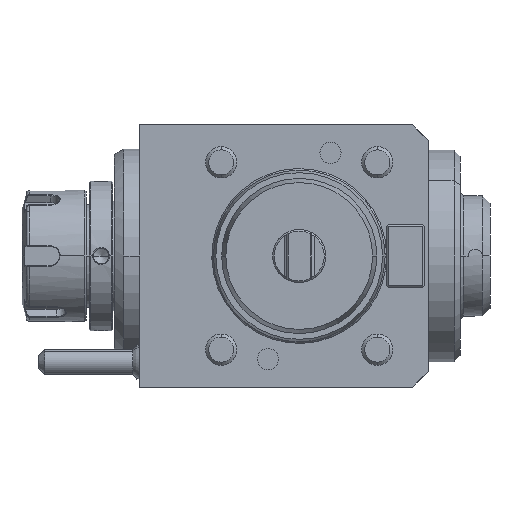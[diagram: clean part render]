
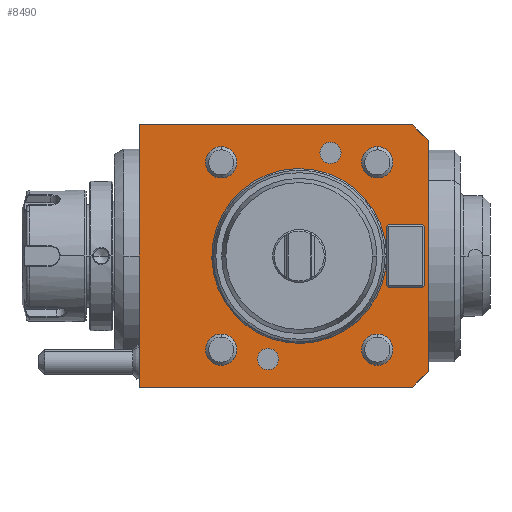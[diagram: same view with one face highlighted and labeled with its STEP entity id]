
A CAD part, front view. The second image highlights one B-rep face of the part: STEP entity #8490.
In plain terms, the highlighted planar face has unit normal (0, -1, 0).
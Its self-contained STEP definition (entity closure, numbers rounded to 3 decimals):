
#29=CARTESIAN_POINT('',(26.2,0.,30.));
#30=DIRECTION('',(0.,1.,0.));
#31=DIRECTION('',(0.,0.,-1.));
#32=AXIS2_PLACEMENT_3D('',#29,#30,#31);
#34=DIRECTION('',(-1.,0.,0.));
#35=VECTOR('',#34,87.5);
#36=CARTESIAN_POINT('',(87.5,0.,42.));
#37=LINE('',#36,#35);
#38=DIRECTION('',(-0.707,0.,0.707));
#39=VECTOR('',#38,7.071);
#40=CARTESIAN_POINT('',(92.5,0.,37.));
#41=LINE('',#40,#39);
#42=DIRECTION('',(0.,0.,1.));
#43=VECTOR('',#42,74.);
#44=CARTESIAN_POINT('',(92.5,0.,-37.));
#45=LINE('',#44,#43);
#46=DIRECTION('',(0.707,0.,0.707));
#47=VECTOR('',#46,7.071);
#48=CARTESIAN_POINT('',(87.5,0.,-42.));
#49=LINE('',#48,#47);
#50=DIRECTION('',(1.,0.,0.));
#51=VECTOR('',#50,87.5);
#52=CARTESIAN_POINT('',(0.,0.,-42.));
#53=LINE('',#52,#51);
#54=DIRECTION('',(0.,0.,-1.));
#55=VECTOR('',#54,84.);
#56=CARTESIAN_POINT('',(0.,0.,42.));
#57=LINE('',#56,#55);
#58=CARTESIAN_POINT('',(61.2,0.,33.));
#59=DIRECTION('',(0.,-1.,0.));
#60=DIRECTION('',(-1.,0.,0.));
#61=AXIS2_PLACEMENT_3D('',#58,#59,#60);
#63=CARTESIAN_POINT('',(61.2,0.,33.));
#64=DIRECTION('',(0.,-1.,0.));
#65=DIRECTION('',(1.,0.,0.));
#66=AXIS2_PLACEMENT_3D('',#63,#64,#65);
#68=CARTESIAN_POINT('',(41.2,0.,-33.));
#69=DIRECTION('',(0.,1.,0.));
#70=DIRECTION('',(1.,0.,0.));
#71=AXIS2_PLACEMENT_3D('',#68,#69,#70);
#73=CARTESIAN_POINT('',(41.2,0.,-33.));
#74=DIRECTION('',(0.,1.,0.));
#75=DIRECTION('',(-1.,0.,0.));
#76=AXIS2_PLACEMENT_3D('',#73,#74,#75);
#6499=CARTESIAN_POINT('',(76.2,0.,-30.));
#6500=DIRECTION('',(0.,1.,0.));
#6501=DIRECTION('',(0.,0.,-1.));
#6502=AXIS2_PLACEMENT_3D('',#6499,#6500,#6501);
#6504=CARTESIAN_POINT('',(76.2,0.,-30.));
#6505=DIRECTION('',(0.,1.,0.));
#6506=DIRECTION('',(0.,0.,1.));
#6507=AXIS2_PLACEMENT_3D('',#6504,#6505,#6506);
#6545=CARTESIAN_POINT('',(76.2,0.,30.));
#6546=DIRECTION('',(0.,1.,0.));
#6547=DIRECTION('',(0.,0.,-1.));
#6548=AXIS2_PLACEMENT_3D('',#6545,#6546,#6547);
#6550=CARTESIAN_POINT('',(76.2,0.,30.));
#6551=DIRECTION('',(0.,1.,0.));
#6552=DIRECTION('',(0.,0.,1.));
#6553=AXIS2_PLACEMENT_3D('',#6550,#6551,#6552);
#6591=CARTESIAN_POINT('',(26.2,0.,-30.));
#6592=DIRECTION('',(0.,1.,0.));
#6593=DIRECTION('',(0.,0.,-1.));
#6594=AXIS2_PLACEMENT_3D('',#6591,#6592,#6593);
#6596=CARTESIAN_POINT('',(26.2,0.,-30.));
#6597=DIRECTION('',(0.,1.,0.));
#6598=DIRECTION('',(0.,0.,1.));
#6599=AXIS2_PLACEMENT_3D('',#6596,#6597,#6598);
#6637=CARTESIAN_POINT('',(26.2,0.,30.));
#6638=DIRECTION('',(0.,1.,0.));
#6639=DIRECTION('',(0.,0.,1.));
#6640=AXIS2_PLACEMENT_3D('',#6637,#6638,#6639);
#6650=DIRECTION('',(1.,0.,0.));
#6651=VECTOR('',#6650,11.);
#6652=CARTESIAN_POINT('',(79.7,0.,10.));
#6653=LINE('',#6652,#6651);
#6666=DIRECTION('',(0.707,0.,-0.707));
#6667=VECTOR('',#6666,0.707);
#6668=CARTESIAN_POINT('',(90.7,0.,10.));
#6669=LINE('',#6668,#6667);
#6674=DIRECTION('',(0.,0.,-1.));
#6675=VECTOR('',#6674,19.);
#6676=CARTESIAN_POINT('',(91.2,0.,9.5));
#6677=LINE('',#6676,#6675);
#6690=DIRECTION('',(0.707,0.,0.707));
#6691=VECTOR('',#6690,0.707);
#6692=CARTESIAN_POINT('',(90.7,0.,-10.));
#6693=LINE('',#6692,#6691);
#6698=DIRECTION('',(1.,0.,0.));
#6699=VECTOR('',#6698,11.);
#6700=CARTESIAN_POINT('',(79.7,0.,-10.));
#6701=LINE('',#6700,#6699);
#6714=DIRECTION('',(-0.707,0.,0.707));
#6715=VECTOR('',#6714,0.707);
#6716=CARTESIAN_POINT('',(79.7,0.,-10.));
#6717=LINE('',#6716,#6715);
#6722=DIRECTION('',(0.,0.,-1.));
#6723=VECTOR('',#6722,19.);
#6724=CARTESIAN_POINT('',(79.2,0.,9.5));
#6725=LINE('',#6724,#6723);
#6738=DIRECTION('',(-0.707,0.,-0.707));
#6739=VECTOR('',#6738,0.707);
#6740=CARTESIAN_POINT('',(79.7,0.,10.));
#6741=LINE('',#6740,#6739);
#6794=CARTESIAN_POINT('',(51.2,0.,0.));
#6795=DIRECTION('',(0.,1.,0.));
#6796=DIRECTION('',(-1.,0.,0.));
#6797=AXIS2_PLACEMENT_3D('',#6794,#6795,#6796);
#6804=CARTESIAN_POINT('',(51.2,0.,0.));
#6805=DIRECTION('',(0.,1.,0.));
#6806=DIRECTION('',(1.,0.,0.));
#6807=AXIS2_PLACEMENT_3D('',#6804,#6805,#6806);
#8192=CARTESIAN_POINT('',(87.5,0.,42.));
#8193=CARTESIAN_POINT('',(0.,0.,42.));
#8194=VERTEX_POINT('',#8192);
#8195=VERTEX_POINT('',#8193);
#8196=CARTESIAN_POINT('',(0.,0.,-42.));
#8197=VERTEX_POINT('',#8196);
#8198=CARTESIAN_POINT('',(87.5,0.,-42.));
#8199=VERTEX_POINT('',#8198);
#8200=CARTESIAN_POINT('',(92.5,0.,-37.));
#8201=VERTEX_POINT('',#8200);
#8202=CARTESIAN_POINT('',(92.5,0.,37.));
#8203=VERTEX_POINT('',#8202);
#8204=CARTESIAN_POINT('',(44.6,0.,-33.));
#8205=CARTESIAN_POINT('',(37.8,0.,-33.));
#8206=VERTEX_POINT('',#8204);
#8207=VERTEX_POINT('',#8205);
#8216=CARTESIAN_POINT('',(57.8,0.,33.));
#8217=CARTESIAN_POINT('',(64.6,0.,33.));
#8218=VERTEX_POINT('',#8216);
#8219=VERTEX_POINT('',#8217);
#8258=CARTESIAN_POINT('',(23.7,0.,0.));
#8259=CARTESIAN_POINT('',(78.7,0.,0.));
#8260=VERTEX_POINT('',#8258);
#8261=VERTEX_POINT('',#8259);
#8281=CARTESIAN_POINT('',(79.7,0.,10.));
#8282=CARTESIAN_POINT('',(90.7,0.,10.));
#8283=VERTEX_POINT('',#8281);
#8284=VERTEX_POINT('',#8282);
#8285=CARTESIAN_POINT('',(79.7,0.,-10.));
#8286=CARTESIAN_POINT('',(90.7,0.,-10.));
#8287=VERTEX_POINT('',#8285);
#8288=VERTEX_POINT('',#8286);
#8289=CARTESIAN_POINT('',(91.2,0.,9.5));
#8290=CARTESIAN_POINT('',(91.2,0.,-9.5));
#8291=VERTEX_POINT('',#8289);
#8292=VERTEX_POINT('',#8290);
#8293=CARTESIAN_POINT('',(79.2,0.,9.5));
#8294=CARTESIAN_POINT('',(79.2,0.,-9.5));
#8295=VERTEX_POINT('',#8293);
#8296=VERTEX_POINT('',#8294);
#8337=CARTESIAN_POINT('',(26.2,0.,25.));
#8338=CARTESIAN_POINT('',(26.2,0.,35.));
#8339=VERTEX_POINT('',#8337);
#8340=VERTEX_POINT('',#8338);
#8341=CARTESIAN_POINT('',(26.2,0.,-35.));
#8342=CARTESIAN_POINT('',(26.2,0.,-25.));
#8343=VERTEX_POINT('',#8341);
#8344=VERTEX_POINT('',#8342);
#8345=CARTESIAN_POINT('',(76.2,0.,25.));
#8346=CARTESIAN_POINT('',(76.2,0.,35.));
#8347=VERTEX_POINT('',#8345);
#8348=VERTEX_POINT('',#8346);
#8349=CARTESIAN_POINT('',(76.2,0.,-35.));
#8350=CARTESIAN_POINT('',(76.2,0.,-25.));
#8351=VERTEX_POINT('',#8349);
#8352=VERTEX_POINT('',#8350);
#8412=CARTESIAN_POINT('',(0.,0.,42.));
#8413=DIRECTION('',(0.,-1.,0.));
#8414=DIRECTION('',(0.,0.,-1.));
#8415=AXIS2_PLACEMENT_3D('',#8412,#8413,#8414);
#8416=PLANE('',#8415);
#8418=ORIENTED_EDGE('',*,*,#8417,.F.);
#8420=ORIENTED_EDGE('',*,*,#8419,.F.);
#8422=ORIENTED_EDGE('',*,*,#8421,.F.);
#8424=ORIENTED_EDGE('',*,*,#8423,.F.);
#8426=ORIENTED_EDGE('',*,*,#8425,.F.);
#8428=ORIENTED_EDGE('',*,*,#8427,.F.);
#8429=EDGE_LOOP('',(#8418,#8420,#8422,#8424,#8426,#8428));
#8430=FACE_OUTER_BOUND('',#8429,.F.);
#8432=ORIENTED_EDGE('',*,*,#8431,.F.);
#8434=ORIENTED_EDGE('',*,*,#8433,.F.);
#8435=EDGE_LOOP('',(#8432,#8434));
#8436=FACE_BOUND('',#8435,.F.);
#8438=ORIENTED_EDGE('',*,*,#8437,.F.);
#8440=ORIENTED_EDGE('',*,*,#8439,.F.);
#8441=EDGE_LOOP('',(#8438,#8440));
#8442=FACE_BOUND('',#8441,.F.);
#8444=ORIENTED_EDGE('',*,*,#8443,.F.);
#8446=ORIENTED_EDGE('',*,*,#8445,.F.);
#8447=EDGE_LOOP('',(#8444,#8446));
#8448=FACE_BOUND('',#8447,.F.);
#8449=ORIENTED_EDGE('',*,*,#8402,.F.);
#8451=ORIENTED_EDGE('',*,*,#8450,.F.);
#8452=EDGE_LOOP('',(#8449,#8451));
#8453=FACE_BOUND('',#8452,.F.);
#8455=ORIENTED_EDGE('',*,*,#8454,.F.);
#8457=ORIENTED_EDGE('',*,*,#8456,.T.);
#8459=ORIENTED_EDGE('',*,*,#8458,.T.);
#8461=ORIENTED_EDGE('',*,*,#8460,.F.);
#8463=ORIENTED_EDGE('',*,*,#8462,.T.);
#8465=ORIENTED_EDGE('',*,*,#8464,.T.);
#8467=ORIENTED_EDGE('',*,*,#8466,.F.);
#8469=ORIENTED_EDGE('',*,*,#8468,.F.);
#8470=EDGE_LOOP('',(#8455,#8457,#8459,#8461,#8463,#8465,#8467,#8469));
#8471=FACE_BOUND('',#8470,.F.);
#8473=ORIENTED_EDGE('',*,*,#8472,.F.);
#8475=ORIENTED_EDGE('',*,*,#8474,.F.);
#8476=EDGE_LOOP('',(#8473,#8475));
#8477=FACE_BOUND('',#8476,.F.);
#8479=ORIENTED_EDGE('',*,*,#8478,.T.);
#8481=ORIENTED_EDGE('',*,*,#8480,.T.);
#8482=EDGE_LOOP('',(#8479,#8481));
#8483=FACE_BOUND('',#8482,.F.);
#8485=ORIENTED_EDGE('',*,*,#8484,.F.);
#8487=ORIENTED_EDGE('',*,*,#8486,.F.);
#8488=EDGE_LOOP('',(#8485,#8487));
#8489=FACE_BOUND('',#8488,.F.);
#33=CIRCLE('',#32,5.);
#62=CIRCLE('',#61,3.4);
#67=CIRCLE('',#66,3.4);
#72=CIRCLE('',#71,3.4);
#77=CIRCLE('',#76,3.4);
#6503=CIRCLE('',#6502,5.);
#6508=CIRCLE('',#6507,5.);
#6549=CIRCLE('',#6548,5.);
#6554=CIRCLE('',#6553,5.);
#6595=CIRCLE('',#6594,5.);
#6600=CIRCLE('',#6599,5.);
#6641=CIRCLE('',#6640,5.);
#6798=CIRCLE('',#6797,27.5);
#6808=CIRCLE('',#6807,27.5);
#8402=EDGE_CURVE('',#8339,#8340,#33,.T.);
#8417=EDGE_CURVE('',#8194,#8195,#37,.T.);
#8419=EDGE_CURVE('',#8203,#8194,#41,.T.);
#8421=EDGE_CURVE('',#8201,#8203,#45,.T.);
#8423=EDGE_CURVE('',#8199,#8201,#49,.T.);
#8425=EDGE_CURVE('',#8197,#8199,#53,.T.);
#8427=EDGE_CURVE('',#8195,#8197,#57,.T.);
#8431=EDGE_CURVE('',#8351,#8352,#6503,.T.);
#8433=EDGE_CURVE('',#8352,#8351,#6508,.T.);
#8437=EDGE_CURVE('',#8347,#8348,#6549,.T.);
#8439=EDGE_CURVE('',#8348,#8347,#6554,.T.);
#8443=EDGE_CURVE('',#8343,#8344,#6595,.T.);
#8445=EDGE_CURVE('',#8344,#8343,#6600,.T.);
#8450=EDGE_CURVE('',#8340,#8339,#6641,.T.);
#8454=EDGE_CURVE('',#8283,#8284,#6653,.T.);
#8456=EDGE_CURVE('',#8283,#8295,#6741,.T.);
#8458=EDGE_CURVE('',#8295,#8296,#6725,.T.);
#8460=EDGE_CURVE('',#8287,#8296,#6717,.T.);
#8462=EDGE_CURVE('',#8287,#8288,#6701,.T.);
#8464=EDGE_CURVE('',#8288,#8292,#6693,.T.);
#8466=EDGE_CURVE('',#8291,#8292,#6677,.T.);
#8468=EDGE_CURVE('',#8284,#8291,#6669,.T.);
#8472=EDGE_CURVE('',#8260,#8261,#6798,.T.);
#8474=EDGE_CURVE('',#8261,#8260,#6808,.T.);
#8478=EDGE_CURVE('',#8218,#8219,#62,.T.);
#8480=EDGE_CURVE('',#8219,#8218,#67,.T.);
#8484=EDGE_CURVE('',#8206,#8207,#72,.T.);
#8486=EDGE_CURVE('',#8207,#8206,#77,.T.);
#8490=ADVANCED_FACE('',(#8430,#8436,#8442,#8448,#8453,#8471,#8477,#8483,#8489),
#8416,.T.);
